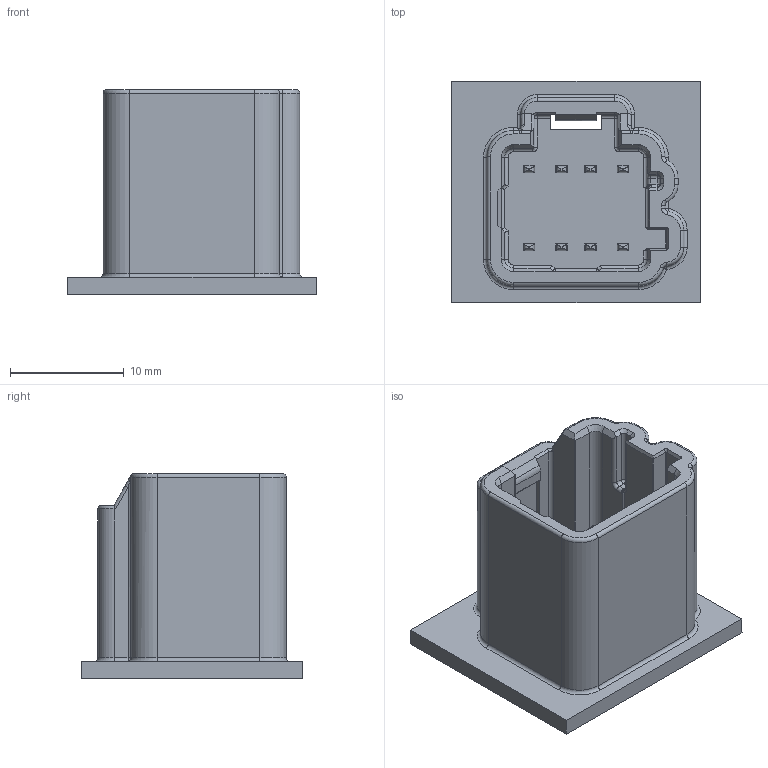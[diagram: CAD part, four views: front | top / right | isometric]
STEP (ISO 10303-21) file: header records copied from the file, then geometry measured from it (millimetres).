
FILE_DESCRIPTION(('CATIA V5 STEP Exchange','CAx-IF Rec.Pracs.--- Model Styling and Organization---1.4--- 2014-01-23'),'2;1');
FILE_NAME('8W INTERFACE KEY D.stp','2023-03-21T12:15:46+00:00',('none'),('none'),'CATIA Version 5-6 Release 2017 SP5 HF58','CATIA V5 STEP AP214','none');
FILE_SCHEMA(('AUTOMOTIVE_DESIGN { 1 0 10303 214 1 1 1 1 }'));
Length unit declared in the file: millimetre
Products named in the file (3): 8W HEADER ALL KEYWAYS; 1.2MMTERMINAL; 8W KEYWAY D
Assembly tree (2 placements, depth 2):
  8W HEADER ALL KEYWAYS
    1.2MMTERMINAL
    8W KEYWAY D
Bounding box: 21.85 x 19.45 x 18 mm (x, y, z)
Volume: 1995.1 mm3; surface area: 3015.9 mm2
Topology: 9 solids, 9 shells, 336 faces, 838 edges, 506 vertices
Faces by surface type: cylinder 139, plane 129, torus 35, sphere 14, cone 10, bspline 9
Entity records: 10256 total; most frequent: CARTESIAN_POINT 2844, ORIENTED_EDGE 1644, DIRECTION 1266, EDGE_CURVE 822, VERTEX_POINT 504, AXIS2_PLACEMENT_3D 502, VECTOR 456, LINE 456
